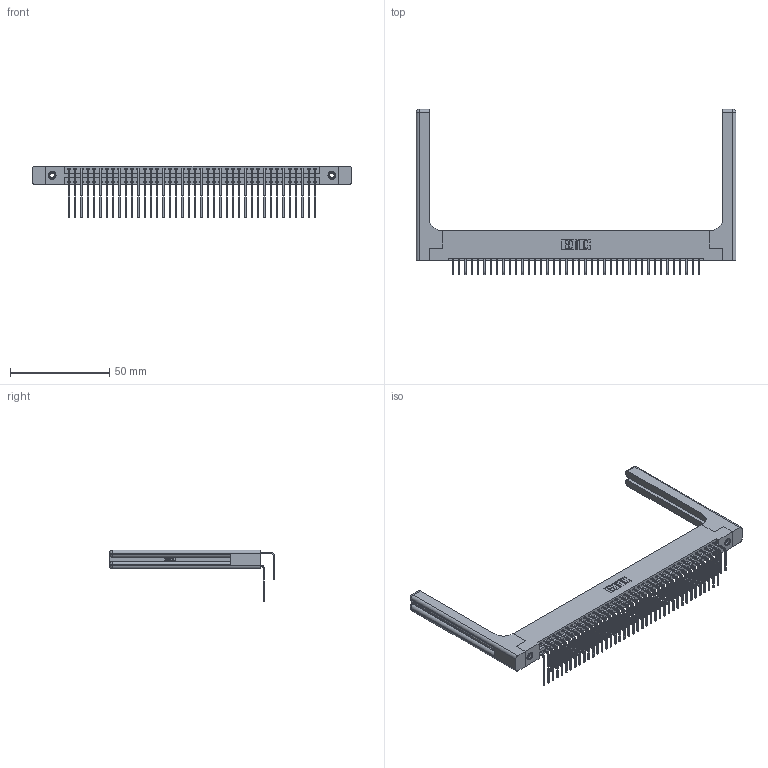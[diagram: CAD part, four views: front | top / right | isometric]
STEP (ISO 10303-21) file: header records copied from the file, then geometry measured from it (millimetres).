
FILE_DESCRIPTION (( 'STEP AP203' ), '1' );
FILE_NAME ('346-080-558-258.STEP', '2022-05-25T16:31:51', ( '' ), ( '' ), 'SwSTEP 2.0', 'SolidWorks 2020', '' );
FILE_SCHEMA (( 'CONFIG_CONTROL_DESIGN' ));
Length unit declared in the file: inch
Products named in the file (6): 346-220-058_345-220-058; 345-250-001_345-250-001-102; 345-292-001_558 Tail - 2; 345-292-001_558 559 Tail - 1; 346 Part_Flush Mounting Lugs - 0.156 Dia-TH; 346-080-558-258
Assembly tree (85 placements, depth 2):
  346-080-558-258
    346 Part_Flush Mounting Lugs - 0.156 Dia-TH
    345-292-001_558 559 Tail - 1  x40
    345-292-001_558 Tail - 2  x40
    345-250-001_345-250-001-102  x2
    346-220-058_345-220-058  x2
Bounding box: 161.06 x 83.12 x 26.16 mm (x, y, z)
Volume: 23627.6 mm3; surface area: 29366.2 mm2
Topology: 85 solids, 85 shells, 4712 faces, 13911 edges, 9146 vertices
Faces by surface type: plane 3198, cylinder 1454, bspline 36, cone 12, sphere 8, torus 4
Entity records: 33756 total; most frequent: CARTESIAN_POINT 6630, ORIENTED_EDGE 5308, DIRECTION 4798, EDGE_CURVE 2654, LINE 2230, VECTOR 2230, VERTEX_POINT 1758, AXIS2_PLACEMENT_3D 1284
